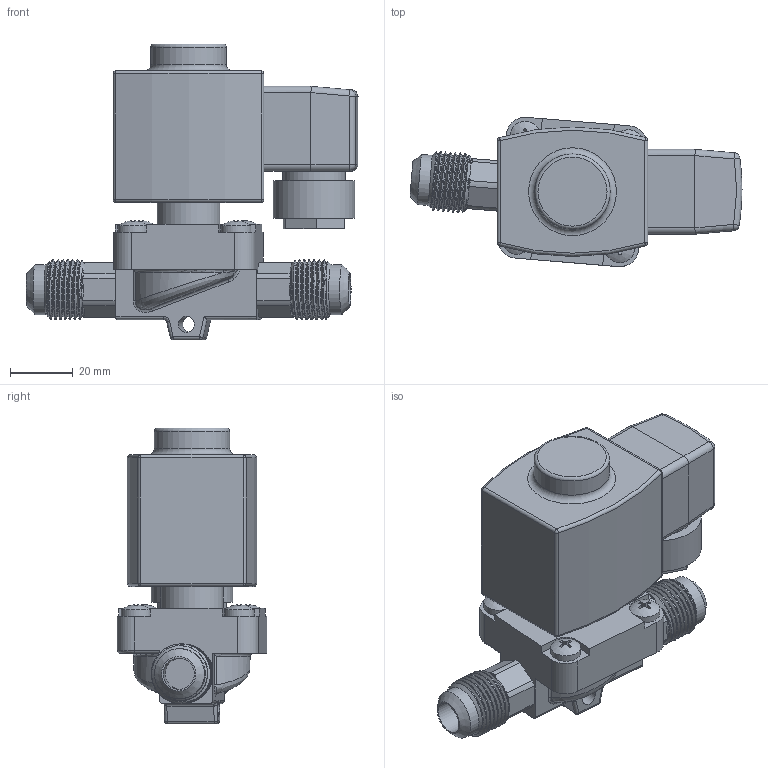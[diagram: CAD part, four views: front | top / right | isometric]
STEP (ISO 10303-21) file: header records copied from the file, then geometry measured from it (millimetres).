
FILE_DESCRIPTION(/* description */ (''),/* implementation_level */ '2;1');
FILE_NAME(/* name */ '032L8095R.stp',/* time_stamp */ '2022-08-15T10:12:30+03:00',/* author */ ('U403152'),/* organization */ (''),/* preprocessor_version */ 'ST-DEVELOPER v18.1',/* originating_system */ 'Autodesk Inventor 2020',/* authorisation */ '');
FILE_SCHEMA (('AUTOMOTIVE_DESIGN { 1 0 10303 214 3 1 1 }'));
Length unit declared in the file: millimetre
Products named in the file (1): Part1
Bounding box: 105.78 x 47.55 x 94.3 mm (x, y, z)
Volume: 164094 mm3; surface area: 35592.7 mm2
Topology: 1 solids, 7 shells, 342 faces, 895 edges, 589 vertices
Faces by surface type: plane 136, cylinder 128, bspline 32, sphere 20, torus 16, cone 10
Full cylindrical faces by diameter (mm): 5 x8, 5.2 x1, 5.5 x4, 9.5 x4, 10 x3, 11.6 x1, 12 x1, 12.7 x1, 13.1 x1, 13.2 x1, 14.8 x1, 16 x2, 18 x1, 19 x10, 20 x2, 24 x1, 26 x1
Entity records: 23053 total; most frequent: CARTESIAN_POINT 14609, ORIENTED_EDGE 1782, DIRECTION 1776, EDGE_CURVE 891, AXIS2_PLACEMENT_3D 702, VERTEX_POINT 589, EDGE_LOOP 380, CIRCLE 380
